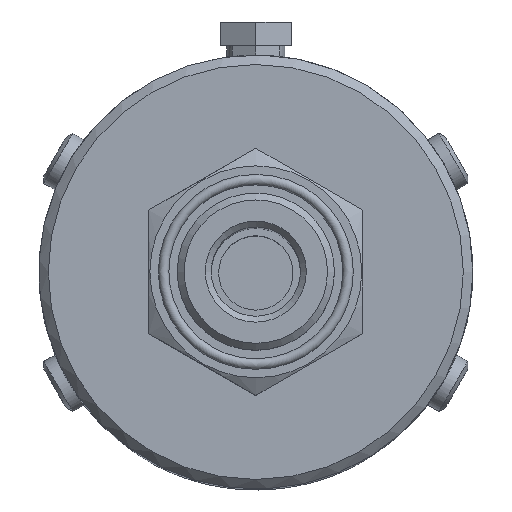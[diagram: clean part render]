
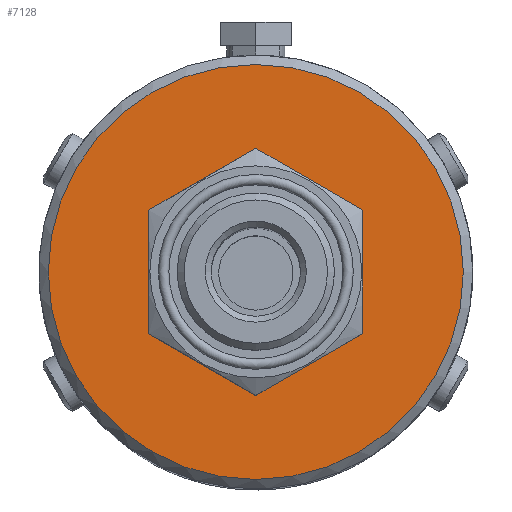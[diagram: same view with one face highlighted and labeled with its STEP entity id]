
A CAD part, top view. The second image highlights one B-rep face of the part: STEP entity #7128.
In plain terms, the highlighted planar face has unit normal (0, 0, 1).
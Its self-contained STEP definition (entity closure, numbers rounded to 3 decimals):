
#3343=CARTESIAN_POINT('',(-18.0,10.392,0.0));
#3344=VERTEX_POINT('',#3343);
#3351=CARTESIAN_POINT('',(-18.,-10.392,0.0));
#3352=VERTEX_POINT('',#3351);
#3353=CARTESIAN_POINT('',(-18.,-10.392,0.0));
#3354=DIRECTION('',(0.0,1.0,0.0));
#3355=VECTOR('',#3354,20.785);
#3356=LINE('',#3353,#3355);
#3357=EDGE_CURVE('',#3352,#3344,#3356,.T.);
#3374=CARTESIAN_POINT('',(0.,20.785,0.0));
#3375=VERTEX_POINT('',#3374);
#3382=CARTESIAN_POINT('',(-18.0,10.392,0.0));
#3383=DIRECTION('',(0.866,0.5,0.0));
#3384=VECTOR('',#3383,20.785);
#3385=LINE('',#3382,#3384);
#3386=EDGE_CURVE('',#3344,#3375,#3385,.T.);
#3398=CARTESIAN_POINT('',(18.,10.392,0.0));
#3399=VERTEX_POINT('',#3398);
#3406=CARTESIAN_POINT('',(0.,20.785,0.0));
#3407=DIRECTION('',(0.866,-0.5,0.0));
#3408=VECTOR('',#3407,20.785);
#3409=LINE('',#3406,#3408);
#3410=EDGE_CURVE('',#3375,#3399,#3409,.T.);
#3422=CARTESIAN_POINT('',(18.,-10.392,0.0));
#3423=VERTEX_POINT('',#3422);
#3430=CARTESIAN_POINT('',(18.,10.392,0.0));
#3431=DIRECTION('',(0.0,-1.0,0.0));
#3432=VECTOR('',#3431,20.785);
#3433=LINE('',#3430,#3432);
#3434=EDGE_CURVE('',#3399,#3423,#3433,.T.);
#3446=CARTESIAN_POINT('',(0.,-20.785,0.0));
#3447=VERTEX_POINT('',#3446);
#3454=CARTESIAN_POINT('',(18.,-10.392,0.0));
#3455=DIRECTION('',(-0.866,-0.5,0.0));
#3456=VECTOR('',#3455,20.785);
#3457=LINE('',#3454,#3456);
#3458=EDGE_CURVE('',#3423,#3447,#3457,.T.);
#3471=CARTESIAN_POINT('',(0.,-20.785,0.0));
#3472=DIRECTION('',(-0.866,0.5,0.0));
#3473=VECTOR('',#3472,20.785);
#3474=LINE('',#3471,#3473);
#3475=EDGE_CURVE('',#3447,#3352,#3474,.T.);
#7097=CARTESIAN_POINT('',(34.9,0.,0.0));
#7098=VERTEX_POINT('',#7097);
#7099=CARTESIAN_POINT('',(0.0,0.0,0.0));
#7100=DIRECTION('',(0.0,0.0,-1.0));
#7101=DIRECTION('',(-1.0,0.0,0.0));
#7102=AXIS2_PLACEMENT_3D('',#7099,#7100,#7101);
#7103=CIRCLE('',#7102,34.9);
#7104=EDGE_CURVE('',#7098,#7098,#7103,.T.);
#7112=CARTESIAN_POINT('',(0.0,0.0,0.0));
#7113=DIRECTION('',(0.0,0.0,-1.0));
#7114=DIRECTION('',(-1.0,0.0,0.0));
#7115=AXIS2_PLACEMENT_3D('',#7112,#7113,#7114);
#7116=PLANE('',#7115);
#7117=ORIENTED_EDGE('',*,*,#7104,.F.);
#7118=EDGE_LOOP('',(#7117));
#7119=FACE_OUTER_BOUND('',#7118,.T.);
#7120=ORIENTED_EDGE('',*,*,#3434,.T.);
#7121=ORIENTED_EDGE('',*,*,#3458,.T.);
#7122=ORIENTED_EDGE('',*,*,#3475,.T.);
#7123=ORIENTED_EDGE('',*,*,#3357,.T.);
#7124=ORIENTED_EDGE('',*,*,#3386,.T.);
#7125=ORIENTED_EDGE('',*,*,#3410,.T.);
#7126=EDGE_LOOP('',(#7120,#7121,#7122,#7123,#7124,#7125));
#7127=FACE_BOUND('',#7126,.T.);
#7128=ADVANCED_FACE('',(#7119,#7127),#7116,.F.);
